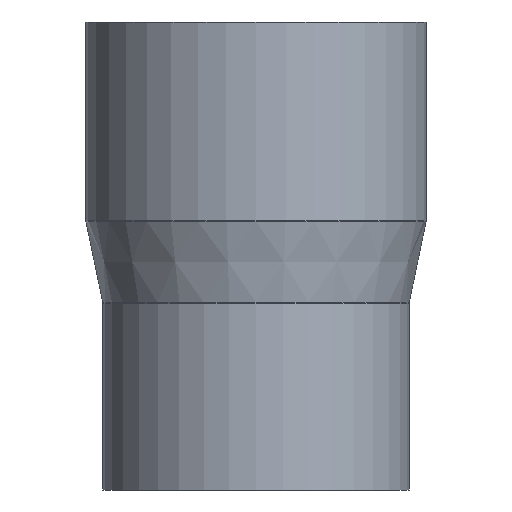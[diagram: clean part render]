
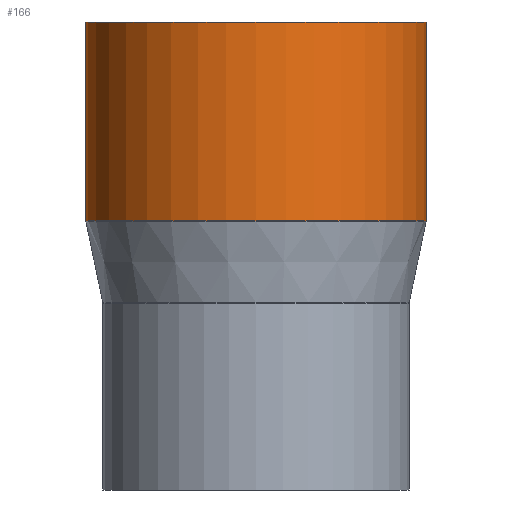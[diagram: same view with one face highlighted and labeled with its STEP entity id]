
A CAD part, front view. The second image highlights one B-rep face of the part: STEP entity #166.
In plain terms, the highlighted cylindrical face has radius 100 mm (diameter 200 mm), a partial arc.
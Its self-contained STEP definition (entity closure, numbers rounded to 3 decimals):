
#18 = CARTESIAN_POINT ( 'NONE',  ( 0., 0., -16.533 ) ) ;
#20 = ORIENTED_EDGE ( 'NONE', *, *, #183, .T. ) ;
#22 = FACE_OUTER_BOUND ( 'NONE', #474, .T. ) ;
#33 = DIRECTION ( 'NONE',  ( -1., 0., 0. ) ) ;
#36 = LINE ( 'NONE', #638, #339 ) ;
#62 = VECTOR ( 'NONE', #260, 1000. ) ;
#88 = AXIS2_PLACEMENT_3D ( 'NONE', #504, #231, #33 ) ;
#92 = VERTEX_POINT ( 'NONE', #423 ) ;
#149 = DIRECTION ( 'NONE',  ( 0., 0., -1. ) ) ;
#166 = ADVANCED_FACE ( 'NONE', ( #22 ), #209, .T. ) ;
#171 = VERTEX_POINT ( 'NONE', #532 ) ;
#183 = EDGE_CURVE ( 'NONE', #171, #188, #483, .T. ) ;
#188 = VERTEX_POINT ( 'NONE', #451 ) ;
#209 = CYLINDRICAL_SURFACE ( 'NONE', #396, 100. ) ;
#226 = CARTESIAN_POINT ( 'NONE',  ( -100., 0., -16.533 ) ) ;
#231 = DIRECTION ( 'NONE',  ( 0., 0., -1. ) ) ;
#244 = DIRECTION ( 'NONE',  ( 0., 0., -1. ) ) ;
#256 = EDGE_CURVE ( 'NONE', #386, #188, #287, .T. ) ;
#260 = DIRECTION ( 'NONE',  ( 0., 0., -1. ) ) ;
#280 = EDGE_CURVE ( 'NONE', #92, #386, #36, .T. ) ;
#287 = CIRCLE ( 'NONE', #88, 100. ) ;
#312 = CIRCLE ( 'NONE', #575, 100. ) ;
#314 = CARTESIAN_POINT ( 'NONE',  ( 100., 0., 21.326 ) ) ;
#328 = ORIENTED_EDGE ( 'NONE', *, *, #280, .F. ) ;
#339 = VECTOR ( 'NONE', #244, 1000. ) ;
#342 = EDGE_CURVE ( 'NONE', #92, #171, #312, .T. ) ;
#382 = DIRECTION ( 'NONE',  ( 0., 0., -1. ) ) ;
#386 = VERTEX_POINT ( 'NONE', #314 ) ;
#396 = AXIS2_PLACEMENT_3D ( 'NONE', #18, #382, #632 ) ;
#421 = ORIENTED_EDGE ( 'NONE', *, *, #256, .F. ) ;
#423 = CARTESIAN_POINT ( 'NONE',  ( 100., 0., 138.12 ) ) ;
#451 = CARTESIAN_POINT ( 'NONE',  ( -100., 0., 21.326 ) ) ;
#474 = EDGE_LOOP ( 'NONE', ( #328, #630, #20, #421 ) ) ;
#483 = LINE ( 'NONE', #226, #62 ) ;
#495 = DIRECTION ( 'NONE',  ( -1., 0., 0. ) ) ;
#504 = CARTESIAN_POINT ( 'NONE',  ( 0., 0., 21.326 ) ) ;
#532 = CARTESIAN_POINT ( 'NONE',  ( -100., 0., 138.12 ) ) ;
#575 = AXIS2_PLACEMENT_3D ( 'NONE', #588, #149, #495 ) ;
#588 = CARTESIAN_POINT ( 'NONE',  ( 0., 0., 138.12 ) ) ;
#630 = ORIENTED_EDGE ( 'NONE', *, *, #342, .T. ) ;
#632 = DIRECTION ( 'NONE',  ( -1., 0., 0. ) ) ;
#638 = CARTESIAN_POINT ( 'NONE',  ( 100., 0., -16.533 ) ) ;
